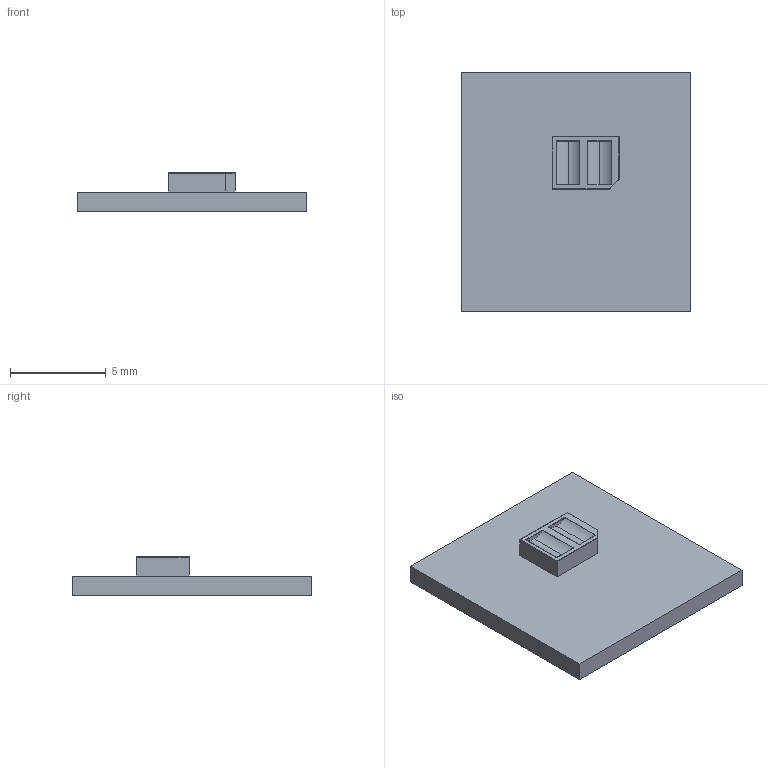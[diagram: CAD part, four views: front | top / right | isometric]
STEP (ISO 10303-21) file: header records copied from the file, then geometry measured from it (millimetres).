
FILE_DESCRIPTION (( 'STEP AP203' ), '1' );
FILE_NAME ('Moby-Capteur-Rour codee-H_Défaut_sldprt.STEP', '2019-11-01T12:17:34', ( '' ), ( '' ), 'SwSTEP 2.0', 'SolidWorks 2017', '' );
FILE_SCHEMA (( 'CONFIG_CONTROL_DESIGN' ));
Length unit declared in the file: millimetre
Products named in the file (1): Moby-Capteur-Rour codee-H_Défaut_sldprt
Bounding box: 12 x 12.5 x 2 mm (x, y, z)
Volume: 158.6 mm3; surface area: 362.4 mm2
Topology: 1 solids, 1 shells, 33 faces, 79 edges, 51 vertices
Faces by surface type: cylinder 17, plane 16
Entity records: 1050 total; most frequent: CARTESIAN_POINT 251, ORIENTED_EDGE 158, DIRECTION 134, EDGE_CURVE 79, VERTEX_POINT 51, VECTOR 50, LINE 50, AXIS2_PLACEMENT_3D 42
